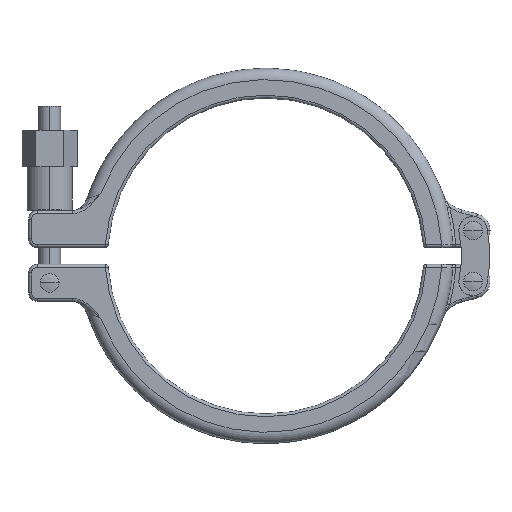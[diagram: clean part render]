
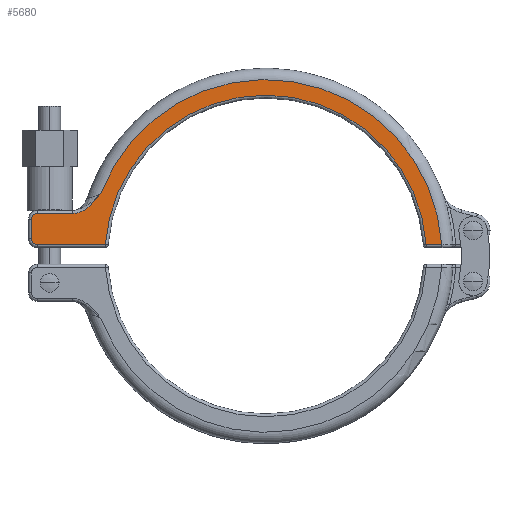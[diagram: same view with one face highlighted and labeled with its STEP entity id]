
A CAD part, top view. The second image highlights one B-rep face of the part: STEP entity #5680.
In plain terms, the highlighted planar face has unit normal (0, 0, 1).
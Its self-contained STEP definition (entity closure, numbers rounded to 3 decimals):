
#29 = CARTESIAN_POINT ( 'NONE',  ( 56.709, 4., 8.5 ) ) ;
#43 = CARTESIAN_POINT ( 'NONE',  ( -80.85, 15., 8.5 ) ) ;
#242 = ORIENTED_EDGE ( 'NONE', *, *, #7973, .T. ) ;
#470 = CARTESIAN_POINT ( 'NONE',  ( 0., 0., 8.5 ) ) ;
#617 = ORIENTED_EDGE ( 'NONE', *, *, #12921, .T. ) ;
#822 = CARTESIAN_POINT ( 'NONE',  ( 62.222, 4., 8.5 ) ) ;
#925 = AXIS2_PLACEMENT_3D ( 'NONE', #470, #6465, #10438 ) ;
#929 = CARTESIAN_POINT ( 'NONE',  ( -63.434, 16.632, 8.5 ) ) ;
#1178 = VERTEX_POINT ( 'NONE', #29 ) ;
#1255 = CARTESIAN_POINT ( 'NONE',  ( -66.331, 15.28, 8.5 ) ) ;
#1301 = EDGE_CURVE ( 'NONE', #6774, #1178, #11746, .T. ) ;
#1413 = DIRECTION ( 'NONE',  ( 0., 0., -1. ) ) ;
#1572 = DIRECTION ( 'NONE',  ( 1., 0., 0. ) ) ;
#1633 = VERTEX_POINT ( 'NONE', #10725 ) ;
#1785 = CARTESIAN_POINT ( 'NONE',  ( -59.662, 20.343, 8.5 ) ) ;
#1890 = DIRECTION ( 'NONE',  ( 0., 0., 1. ) ) ;
#1964 = EDGE_CURVE ( 'NONE', #3516, #10017, #7807, .T. ) ;
#1973 = CARTESIAN_POINT ( 'NONE',  ( -65.564, 15.526, 8.5 ) ) ;
#1984 = VECTOR ( 'NONE', #10931, 1000. ) ;
#2168 = CARTESIAN_POINT ( 'NONE',  ( -68.44, 15., 8.5 ) ) ;
#2518 = CARTESIAN_POINT ( 'NONE',  ( 0., 0., 8.5 ) ) ;
#2577 = VECTOR ( 'NONE', #10623, 1000. ) ;
#2649 = VERTEX_POINT ( 'NONE', #822 ) ;
#2741 = LINE ( 'NONE', #7508, #2577 ) ;
#2803 = AXIS2_PLACEMENT_3D ( 'NONE', #7869, #12836, #7158 ) ;
#2888 = CARTESIAN_POINT ( 'NONE',  ( -64.818, 15.829, 8.5 ) ) ;
#3098 = ORIENTED_EDGE ( 'NONE', *, *, #9511, .T. ) ;
#3385 = ORIENTED_EDGE ( 'NONE', *, *, #1301, .T. ) ;
#3417 = AXIS2_PLACEMENT_3D ( 'NONE', #2518, #1413, #5321 ) ;
#3516 = VERTEX_POINT ( 'NONE', #11423 ) ;
#3640 = EDGE_LOOP ( 'NONE', ( #12256, #11722, #8844, #617, #3098, #8254, #10826, #3385, #242 ) ) ;
#3826 = LINE ( 'NONE', #11914, #1984 ) ;
#3857 = CARTESIAN_POINT ( 'NONE',  ( -61.033, 18.731, 8.5 ) ) ;
#3998 = AXIS2_PLACEMENT_3D ( 'NONE', #11864, #1890, #12065 ) ;
#4017 = DIRECTION ( 'NONE',  ( -1., 0., 0. ) ) ;
#4043 = CARTESIAN_POINT ( 'NONE',  ( -56.709, 4., 8.5 ) ) ;
#4050 = CARTESIAN_POINT ( 'NONE',  ( -67.901, 15., 8.5 ) ) ;
#4078 = CARTESIAN_POINT ( 'NONE',  ( -82.85, 6., 8.5 ) ) ;
#4921 = VERTEX_POINT ( 'NONE', #4078 ) ;
#5144 = CARTESIAN_POINT ( 'NONE',  ( -80.85, 15., 8.5 ) ) ;
#5321 = DIRECTION ( 'NONE',  ( 1., 0., 0. ) ) ;
#5360 = FACE_OUTER_BOUND ( 'NONE', #3640, .T. ) ;
#5680 = ADVANCED_FACE ( 'NONE', ( #5360 ), #6407, .T. ) ;
#5884 = CARTESIAN_POINT ( 'NONE',  ( -62.996, 16.95, 8.5 ) ) ;
#5950 = CARTESIAN_POINT ( 'NONE',  ( -65.819, 15.436, 8.5 ) ) ;
#6090 = CIRCLE ( 'NONE', #3998, 2. ) ;
#6345 = CARTESIAN_POINT ( 'NONE',  ( -66.589, 15.214, 8.5 ) ) ;
#6407 = PLANE ( 'NONE',  #925 ) ;
#6465 = DIRECTION ( 'NONE',  ( 0., 0., 1. ) ) ;
#6735 = CARTESIAN_POINT ( 'NONE',  ( -58.668, 21.586, 8.5 ) ) ;
#6774 = VERTEX_POINT ( 'NONE', #4043 ) ;
#6779 = LINE ( 'NONE', #12471, #9657 ) ;
#7150 = EDGE_CURVE ( 'NONE', #4921, #9610, #6090, .T. ) ;
#7158 = DIRECTION ( 'NONE',  ( 1., 0., 0. ) ) ;
#7508 = CARTESIAN_POINT ( 'NONE',  ( 62.278, 4., 8.5 ) ) ;
#7785 = DIRECTION ( 'NONE',  ( 0., 0., 1. ) ) ;
#7807 = B_SPLINE_CURVE_WITH_KNOTS ( 'NONE', 3,
 ( #8810, #6735, #12806, #1785, #10894, #3857, #7844, #5884, #929, #11820, #2888, #1973, #5950, #1255, #6345, #10319, #4050, #2168 ),
 .UNSPECIFIED., .F., .F.,
 ( 4, 2, 2, 2, 2, 2, 2, 2, 4 ),
 ( 0., 0.002, 0.003, 0.006, 0.008, 0.009, 0.01, 0.011, 0.013 ),
 .UNSPECIFIED. ) ;
#7844 = CARTESIAN_POINT ( 'NONE',  ( -61.762, 17.966, 8.5 ) ) ;
#7869 = CARTESIAN_POINT ( 'NONE',  ( -80.85, 13., 8.5 ) ) ;
#7973 = EDGE_CURVE ( 'NONE', #1178, #2649, #2741, .T. ) ;
#8136 = EDGE_CURVE ( 'NONE', #9610, #6774, #6779, .T. ) ;
#8254 = ORIENTED_EDGE ( 'NONE', *, *, #7150, .T. ) ;
#8760 = DIRECTION ( 'NONE',  ( 1., 0., 0. ) ) ;
#8810 = CARTESIAN_POINT ( 'NONE',  ( -58.34, 22., 8.5 ) ) ;
#8844 = ORIENTED_EDGE ( 'NONE', *, *, #10603, .T. ) ;
#8920 = VECTOR ( 'NONE', #4017, 1000. ) ;
#9511 = EDGE_CURVE ( 'NONE', #1633, #4921, #3826, .T. ) ;
#9610 = VERTEX_POINT ( 'NONE', #11723 ) ;
#9657 = VECTOR ( 'NONE', #1572, 1000. ) ;
#9757 = CIRCLE ( 'NONE', #12703, 62.35 ) ;
#9780 = CARTESIAN_POINT ( 'NONE',  ( -68.44, 15., 8.5 ) ) ;
#9797 = CARTESIAN_POINT ( 'NONE',  ( 0., 0., 8.5 ) ) ;
#10017 = VERTEX_POINT ( 'NONE', #9780 ) ;
#10319 = CARTESIAN_POINT ( 'NONE',  ( -67.371, 15.056, 8.5 ) ) ;
#10438 = DIRECTION ( 'NONE',  ( 1., 0., 0. ) ) ;
#10507 = CIRCLE ( 'NONE', #2803, 2. ) ;
#10603 = EDGE_CURVE ( 'NONE', #10017, #10619, #11916, .T. ) ;
#10619 = VERTEX_POINT ( 'NONE', #5144 ) ;
#10623 = DIRECTION ( 'NONE',  ( 1., 0., 0. ) ) ;
#10725 = CARTESIAN_POINT ( 'NONE',  ( -82.85, 13., 8.5 ) ) ;
#10826 = ORIENTED_EDGE ( 'NONE', *, *, #8136, .T. ) ;
#10894 = CARTESIAN_POINT ( 'NONE',  ( -59.998, 19.933, 8.5 ) ) ;
#10931 = DIRECTION ( 'NONE',  ( 0., -1., 0. ) ) ;
#11292 = EDGE_CURVE ( 'NONE', #2649, #3516, #9757, .T. ) ;
#11423 = CARTESIAN_POINT ( 'NONE',  ( -58.34, 22., 8.5 ) ) ;
#11722 = ORIENTED_EDGE ( 'NONE', *, *, #1964, .T. ) ;
#11723 = CARTESIAN_POINT ( 'NONE',  ( -80.85, 4., 8.5 ) ) ;
#11746 = CIRCLE ( 'NONE', #3417, 56.85 ) ;
#11820 = CARTESIAN_POINT ( 'NONE',  ( -64.344, 16.073, 8.5 ) ) ;
#11864 = CARTESIAN_POINT ( 'NONE',  ( -80.85, 6., 8.5 ) ) ;
#11914 = CARTESIAN_POINT ( 'NONE',  ( -82.85, 6., 8.5 ) ) ;
#11916 = LINE ( 'NONE', #43, #8920 ) ;
#12065 = DIRECTION ( 'NONE',  ( 1., 0., 0. ) ) ;
#12256 = ORIENTED_EDGE ( 'NONE', *, *, #11292, .T. ) ;
#12471 = CARTESIAN_POINT ( 'NONE',  ( -55.769, 4., 8.5 ) ) ;
#12703 = AXIS2_PLACEMENT_3D ( 'NONE', #9797, #7785, #8760 ) ;
#12806 = CARTESIAN_POINT ( 'NONE',  ( -58.998, 21.169, 8.5 ) ) ;
#12836 = DIRECTION ( 'NONE',  ( 0., 0., 1. ) ) ;
#12921 = EDGE_CURVE ( 'NONE', #10619, #1633, #10507, .T. ) ;
